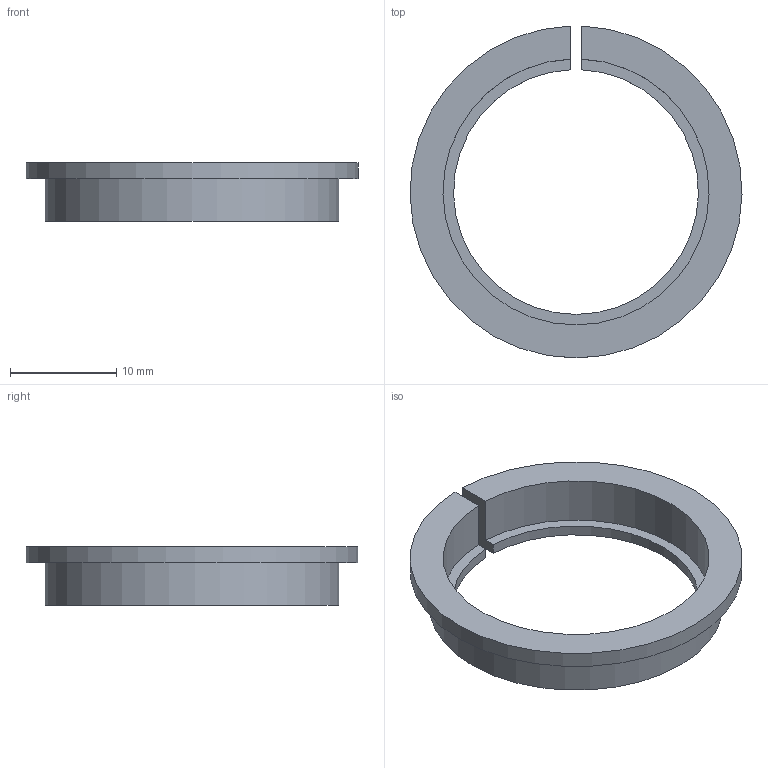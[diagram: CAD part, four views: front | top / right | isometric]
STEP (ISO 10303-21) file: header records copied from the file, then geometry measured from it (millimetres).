
FILE_DESCRIPTION(/* description */ (''),/* implementation_level */ '2;1');
FILE_NAME(/* name */ '25mmFilterAdapter.stp',/* time_stamp */ '2023-03-13T09:54:02+01:00',/* author */ ('nvladi'),/* organization */ (''),/* preprocessor_version */ 'ST-DEVELOPER v18.1',/* originating_system */ 'Autodesk Inventor 2021',/* authorisation */ '');
FILE_SCHEMA (('AUTOMOTIVE_DESIGN { 1 0 10303 214 3 1 1 }'));
Length unit declared in the file: millimetre
Products named in the file (1): 25mmFilterAdapter
Bounding box: 31.2 x 31.19 x 5.5 mm (x, y, z)
Volume: 904.7 mm3; surface area: 1620.2 mm2
Topology: 1 solids, 1 shells, 10 faces, 28 edges, 20 vertices
Faces by surface type: plane 6, cylinder 4
Entity records: 371 total; most frequent: DIRECTION 62, CARTESIAN_POINT 55, ORIENTED_EDGE 48, EDGE_CURVE 24, AXIS2_PLACEMENT_3D 23, LINE 16, VECTOR 16, VERTEX_POINT 16
